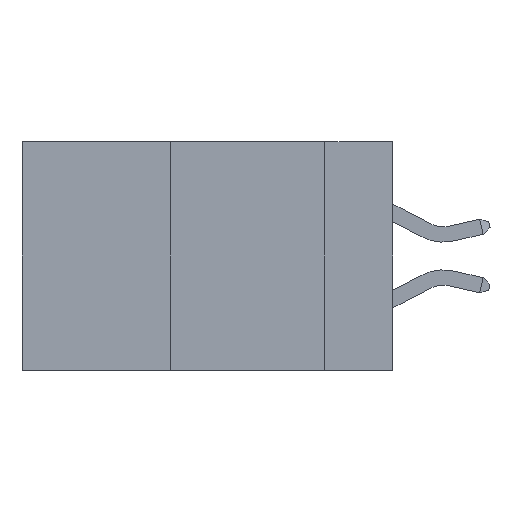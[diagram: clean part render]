
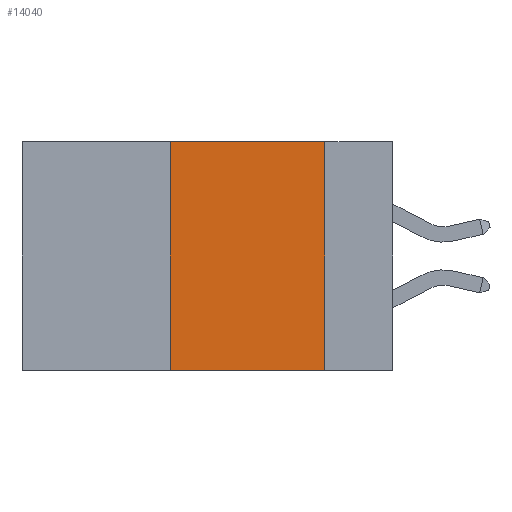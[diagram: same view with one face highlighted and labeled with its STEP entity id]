
A CAD part, left-side view. The second image highlights one B-rep face of the part: STEP entity #14040.
In plain terms, the highlighted planar face has unit normal (-1, 0, 0).
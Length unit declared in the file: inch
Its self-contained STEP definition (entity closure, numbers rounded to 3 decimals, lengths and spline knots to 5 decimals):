
#1022 = EDGE_CURVE ( 'NONE', #8726, #5856, #14825, .T. ) ;
#1819 = CARTESIAN_POINT ( 'NONE',  ( 0., 0.11, 0. ) ) ;
#2908 = LINE ( 'NONE', #5890, #16352 ) ;
#3988 = VECTOR ( 'NONE', #9372, 39.37008 ) ;
#5207 = CARTESIAN_POINT ( 'NONE',  ( 0., 0.36, 0. ) ) ;
#5695 = DIRECTION ( 'NONE',  ( 0., -1., 0. ) ) ;
#5856 = VERTEX_POINT ( 'NONE', #1819 ) ;
#5890 = CARTESIAN_POINT ( 'NONE',  ( 0., 0.11, 0. ) ) ;
#6678 = PLANE ( 'NONE',  #13496 ) ;
#6738 = VECTOR ( 'NONE', #5695, 39.37008 ) ;
#6827 = ORIENTED_EDGE ( 'NONE', *, *, #9108, .F. ) ;
#6914 = CARTESIAN_POINT ( 'NONE',  ( 0., 0.36, -0.37 ) ) ;
#7659 = ORIENTED_EDGE ( 'NONE', *, *, #1022, .F. ) ;
#7876 = ORIENTED_EDGE ( 'NONE', *, *, #11717, .T. ) ;
#8003 = DIRECTION ( 'NONE',  ( 0., 0., -1. ) ) ;
#8091 = CARTESIAN_POINT ( 'NONE',  ( 0., 0.36, 0. ) ) ;
#8202 = EDGE_CURVE ( 'NONE', #11674, #8726, #13990, .T. ) ;
#8726 = VERTEX_POINT ( 'NONE', #5207 ) ;
#9108 = EDGE_CURVE ( 'NONE', #5856, #16361, #2908, .T. ) ;
#9372 = DIRECTION ( 'NONE',  ( 0., 0., 1. ) ) ;
#9875 = DIRECTION ( 'NONE',  ( 0., 0., -1. ) ) ;
#10267 = LINE ( 'NONE', #12221, #6738 ) ;
#10604 = CARTESIAN_POINT ( 'NONE',  ( 0., 0.6, 0. ) ) ;
#11674 = VERTEX_POINT ( 'NONE', #6914 ) ;
#11717 = EDGE_CURVE ( 'NONE', #11674, #16361, #10267, .T. ) ;
#12221 = CARTESIAN_POINT ( 'NONE',  ( 0., 0.6, -0.37 ) ) ;
#13496 = AXIS2_PLACEMENT_3D ( 'NONE', #10604, #15734, #8003 ) ;
#13990 = LINE ( 'NONE', #8091, #3988 ) ;
#14027 = VECTOR ( 'NONE', #17007, 39.37008 ) ;
#14040 = ADVANCED_FACE ( 'NONE', ( #15807 ), #6678, .F. ) ;
#14427 = EDGE_LOOP ( 'NONE', ( #6827, #7659, #14953, #7876 ) ) ;
#14825 = LINE ( 'NONE', #16793, #14027 ) ;
#14953 = ORIENTED_EDGE ( 'NONE', *, *, #8202, .F. ) ;
#14963 = CARTESIAN_POINT ( 'NONE',  ( 0., 0.11, -0.37 ) ) ;
#15734 = DIRECTION ( 'NONE',  ( 1., 0., 0. ) ) ;
#15807 = FACE_OUTER_BOUND ( 'NONE', #14427, .T. ) ;
#16352 = VECTOR ( 'NONE', #9875, 39.37008 ) ;
#16361 = VERTEX_POINT ( 'NONE', #14963 ) ;
#16793 = CARTESIAN_POINT ( 'NONE',  ( 0., 0.6, 0. ) ) ;
#17007 = DIRECTION ( 'NONE',  ( 0., -1., 0. ) ) ;
